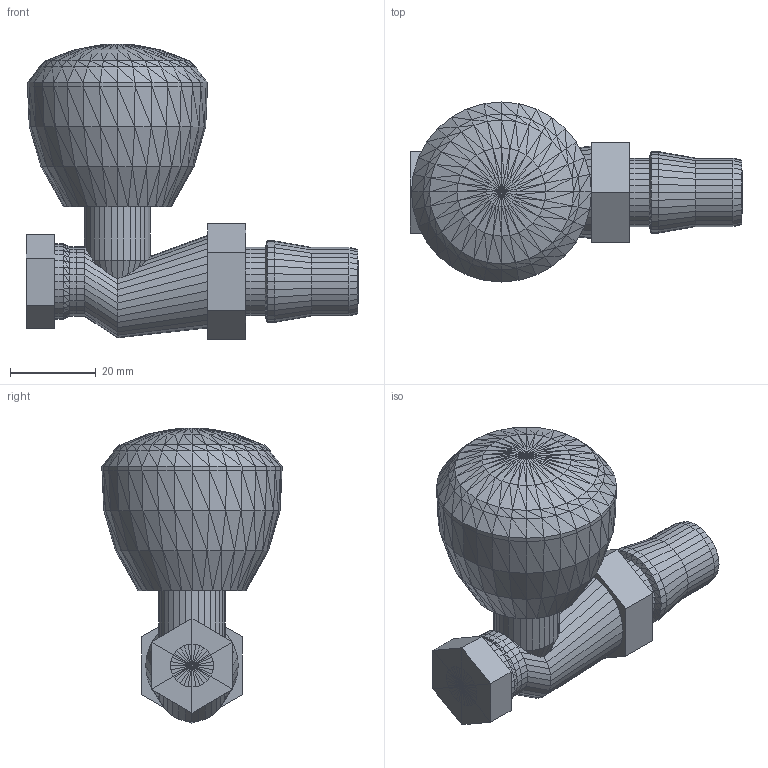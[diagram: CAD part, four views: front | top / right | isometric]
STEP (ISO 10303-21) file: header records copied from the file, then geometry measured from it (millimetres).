
FILE_DESCRIPTION((''),'2;1');
FILE_NAME('MAV_STRAIGHT_DN10_003L1837_3D','2023-09-20T15:28:07',('U331767'),('Danfoss'),'CREO PARAMETRIC BY PTC INC, 2022124','CREO PARAMETRIC BY PTC INC, 2022124','');
FILE_SCHEMA(('CONFIG_CONTROL_DESIGN'));
Length unit declared in the file: millimetre
Products named in the file (1): MAV_STRAIGHT_DN10_003L1837_3D
Bounding box: 77.45 x 42 x 68.84 mm (x, y, z)
Volume: 21693.6 mm3; surface area: 15601 mm2
Topology: 4 solids, 18 shells, 1505 faces, 2866 edges, 1385 vertices
Faces by surface type: plane 1505
Entity records: 35247 total; most frequent: CARTESIAN_POINT 6129, DIRECTION 5878, ORIENTED_EDGE 5284, VECTOR 2866, LINE 2866, EDGE_CURVE 2866, VERTEX_POINT 1757, EDGE_LOOP 1507
